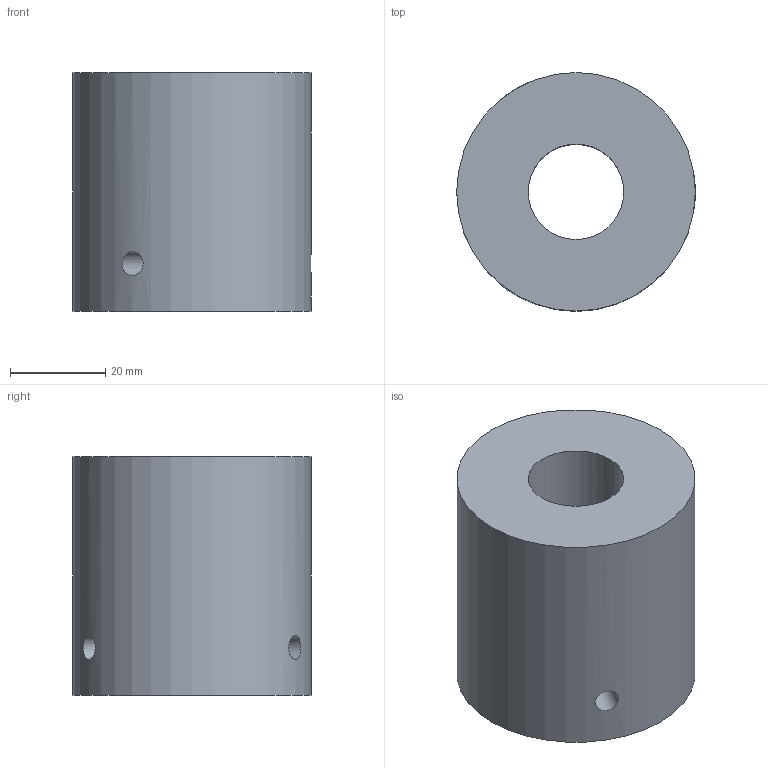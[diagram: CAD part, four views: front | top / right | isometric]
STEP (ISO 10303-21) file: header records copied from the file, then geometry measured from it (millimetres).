
FILE_DESCRIPTION(/* description */ (''),/* implementation_level */ '2;1');
FILE_NAME(/* name */ 'hub.step',/* time_stamp */ '2017-10-31T18:02:01+06:00',/* author */ (''),/* organization */ (''),/* preprocessor_version */ 'ST-DEVELOPER v16.13',/* originating_system */ 'Autodesk Translation Framework v6.5.0.72',/* authorisation */ '');
FILE_SCHEMA (('AUTOMOTIVE_DESIGN { 1 0 10303 214 3 1 1 }'));
Length unit declared in the file: millimetre
Products named in the file (1): (Unsaved)
Bounding box: 50 x 50 x 50 mm (x, y, z)
Volume: 81568 mm3; surface area: 14890.7 mm2
Topology: 1 solids, 1 shells, 7 faces, 21 edges, 16 vertices
Faces by surface type: cylinder 5, plane 2
Full cylindrical faces by diameter (mm): 5.035 x3, 20 x1, 50 x1
Entity records: 479 total; most frequent: CARTESIAN_POINT 252, ORIENTED_EDGE 42, DIRECTION 29, EDGE_CURVE 21, VERTEX_POINT 16, EDGE_LOOP 15, B_SPLINE_CURVE_WITH_KNOTS 12, AXIS2_PLACEMENT_3D 12
